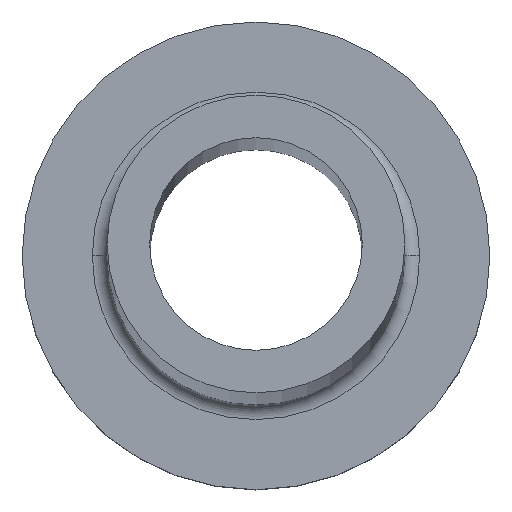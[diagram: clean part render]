
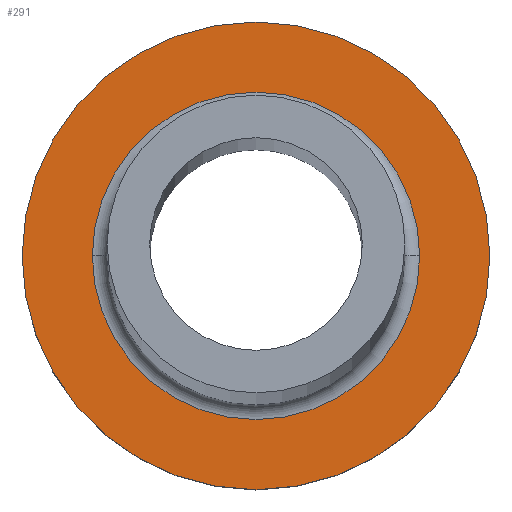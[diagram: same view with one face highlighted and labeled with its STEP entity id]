
A CAD part, top view. The second image highlights one B-rep face of the part: STEP entity #291.
In plain terms, the highlighted planar face has unit normal (0, 0, 1).
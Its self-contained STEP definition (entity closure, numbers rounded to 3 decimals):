
#4 = EDGE_LOOP ( 'NONE', ( #375, #240 ) ) ;
#8 = VERTEX_POINT ( 'NONE', #337 ) ;
#12 = VERTEX_POINT ( 'NONE', #14 ) ;
#13 = AXIS2_PLACEMENT_3D ( 'NONE', #324, #123, #361 ) ;
#14 = CARTESIAN_POINT ( 'NONE',  ( 7.7, 0., 7. ) ) ;
#30 = PLANE ( 'NONE',  #232 ) ;
#32 = DIRECTION ( 'NONE',  ( 0., 0., 1. ) ) ;
#43 = EDGE_LOOP ( 'NONE', ( #186, #140 ) ) ;
#67 = CIRCLE ( 'NONE', #121, 11. ) ;
#69 = DIRECTION ( 'NONE',  ( 1., 0., 0. ) ) ;
#83 = CIRCLE ( 'NONE', #13, 11. ) ;
#91 = CARTESIAN_POINT ( 'NONE',  ( 0., 0., 7. ) ) ;
#93 = VERTEX_POINT ( 'NONE', #313 ) ;
#94 = DIRECTION ( 'NONE',  ( 0., 0., 1. ) ) ;
#102 = AXIS2_PLACEMENT_3D ( 'NONE', #171, #148, #293 ) ;
#121 = AXIS2_PLACEMENT_3D ( 'NONE', #91, #94, #328 ) ;
#123 = DIRECTION ( 'NONE',  ( 0., 0., 1. ) ) ;
#140 = ORIENTED_EDGE ( 'NONE', *, *, #267, .T. ) ;
#148 = DIRECTION ( 'NONE',  ( 0., 0., -1. ) ) ;
#166 = AXIS2_PLACEMENT_3D ( 'NONE', #222, #278, #69 ) ;
#171 = CARTESIAN_POINT ( 'NONE',  ( 0., 0., 7. ) ) ;
#178 = FACE_OUTER_BOUND ( 'NONE', #43, .T. ) ;
#179 = FACE_BOUND ( 'NONE', #4, .T. ) ;
#186 = ORIENTED_EDGE ( 'NONE', *, *, #229, .T. ) ;
#201 = EDGE_CURVE ( 'NONE', #12, #358, #312, .T. ) ;
#205 = CIRCLE ( 'NONE', #166, 7.7 ) ;
#222 = CARTESIAN_POINT ( 'NONE',  ( 0., 0., 7. ) ) ;
#229 = EDGE_CURVE ( 'NONE', #93, #8, #67, .T. ) ;
#232 = AXIS2_PLACEMENT_3D ( 'NONE', #302, #32, #274 ) ;
#240 = ORIENTED_EDGE ( 'NONE', *, *, #355, .T. ) ;
#267 = EDGE_CURVE ( 'NONE', #8, #93, #83, .T. ) ;
#274 = DIRECTION ( 'NONE',  ( 1., 0., 0. ) ) ;
#278 = DIRECTION ( 'NONE',  ( 0., 0., -1. ) ) ;
#291 = ADVANCED_FACE ( 'NONE', ( #179, #178 ), #30, .T. ) ;
#293 = DIRECTION ( 'NONE',  ( 1., 0., 0. ) ) ;
#302 = CARTESIAN_POINT ( 'NONE',  ( 0., 0., 7. ) ) ;
#312 = CIRCLE ( 'NONE', #102, 7.7 ) ;
#313 = CARTESIAN_POINT ( 'NONE',  ( -11., 0., 7. ) ) ;
#324 = CARTESIAN_POINT ( 'NONE',  ( 0., 0., 7. ) ) ;
#328 = DIRECTION ( 'NONE',  ( 1., 0., 0. ) ) ;
#337 = CARTESIAN_POINT ( 'NONE',  ( 11., 0., 7. ) ) ;
#355 = EDGE_CURVE ( 'NONE', #358, #12, #205, .T. ) ;
#358 = VERTEX_POINT ( 'NONE', #363 ) ;
#361 = DIRECTION ( 'NONE',  ( 1., 0., 0. ) ) ;
#363 = CARTESIAN_POINT ( 'NONE',  ( -7.7, 0., 7. ) ) ;
#375 = ORIENTED_EDGE ( 'NONE', *, *, #201, .T. ) ;
